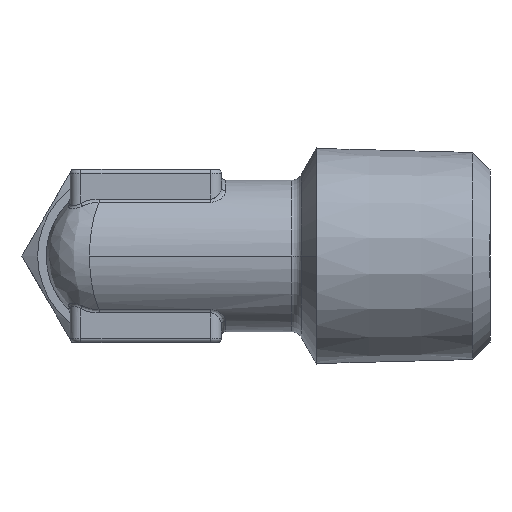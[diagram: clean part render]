
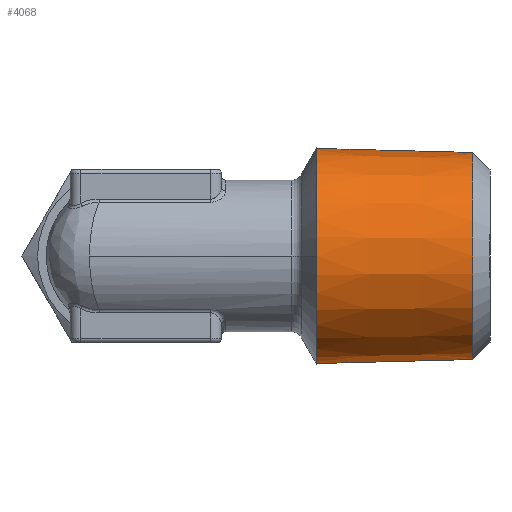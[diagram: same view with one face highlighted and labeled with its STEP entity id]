
A CAD part, left-side view. The second image highlights one B-rep face of the part: STEP entity #4068.
In plain terms, the highlighted conical face has half-angle 1.47 degrees and reference radius 4.967 mm.
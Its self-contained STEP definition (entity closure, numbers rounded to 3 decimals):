
#62 = EDGE_LOOP ( 'NONE', ( #3518, #3519, #3511, #3522 ) ) ;
#324 = CARTESIAN_POINT ( 'NONE',  ( 0., -9., -4.967 ) ) ;
#326 = CARTESIAN_POINT ( 'NONE',  ( 0., -16.2, -4.782 ) ) ;
#327 = CARTESIAN_POINT ( 'NONE',  ( 0., -9., 4.967 ) ) ;
#329 = CARTESIAN_POINT ( 'NONE',  ( 0., -16.2, 4.782 ) ) ;
#358 = CARTESIAN_POINT ( 'NONE',  ( 0., -16.2, 0. ) ) ;
#359 = DIRECTION ( 'NONE',  ( 0., -1., 0. ) ) ;
#360 = DIRECTION ( 'NONE',  ( 0., 0., -1. ) ) ;
#364 = CARTESIAN_POINT ( 'NONE',  ( 0., -9., 0. ) ) ;
#365 = DIRECTION ( 'NONE',  ( 0., -1., 0. ) ) ;
#366 = DIRECTION ( 'NONE',  ( 0., 0., -1. ) ) ;
#1522 = FACE_OUTER_BOUND ( 'NONE', #62, .T. ) ;
#1653 = LINE ( 'NONE', #2649, #2822 ) ;
#1654 = LINE ( 'NONE', #2657, #2826 ) ;
#1882 = CARTESIAN_POINT ( 'NONE',  ( 0., -9., 0. ) ) ;
#1883 = DIRECTION ( 'NONE',  ( 0., 1., 0. ) ) ;
#1884 = DIRECTION ( 'NONE',  ( 0., 0., 1. ) ) ;
#2649 = CARTESIAN_POINT ( 'NONE',  ( 0., -9., -4.967 ) ) ;
#2650 = DIRECTION ( 'NONE',  ( 0., 1., -0.026 ) ) ;
#2657 = CARTESIAN_POINT ( 'NONE',  ( 0., -9., 4.967 ) ) ;
#2658 = DIRECTION ( 'NONE',  ( 0., 1., 0.026 ) ) ;
#2822 = VECTOR ( 'NONE', #2650, 1000. ) ;
#2826 = VECTOR ( 'NONE', #2658, 1000. ) ;
#3218 = AXIS2_PLACEMENT_3D ( 'NONE', #364, #365, #366 ) ;
#3222 = CIRCLE ( 'NONE', #3227, 4.782 ) ;
#3225 = CIRCLE ( 'NONE', #3218, 4.967 ) ;
#3227 = AXIS2_PLACEMENT_3D ( 'NONE', #358, #359, #360 ) ;
#3237 = VERTEX_POINT ( 'NONE', #324 ) ;
#3239 = VERTEX_POINT ( 'NONE', #326 ) ;
#3240 = VERTEX_POINT ( 'NONE', #327 ) ;
#3242 = VERTEX_POINT ( 'NONE', #329 ) ;
#3332 = EDGE_CURVE ( 'NONE', #3242, #3239, #3222, .T. ) ;
#3334 = EDGE_CURVE ( 'NONE', #3240, #3237, #3225, .T. ) ;
#3511 = ORIENTED_EDGE ( 'NONE', *, *, #4699, .T. ) ;
#3518 = ORIENTED_EDGE ( 'NONE', *, *, #4696, .F. ) ;
#3519 = ORIENTED_EDGE ( 'NONE', *, *, #3332, .F. ) ;
#3522 = ORIENTED_EDGE ( 'NONE', *, *, #3334, .T. ) ;
#3732 = CONICAL_SURFACE ( 'NONE', #3812, 4.967, 0.026 ) ;
#3812 = AXIS2_PLACEMENT_3D ( 'NONE', #1882, #1883, #1884 ) ;
#4068 = ADVANCED_FACE ( 'NONE', ( #1522 ), #3732, .T. ) ;
#4696 = EDGE_CURVE ( 'NONE', #3239, #3237, #1653, .T. ) ;
#4699 = EDGE_CURVE ( 'NONE', #3242, #3240, #1654, .T. ) ;
